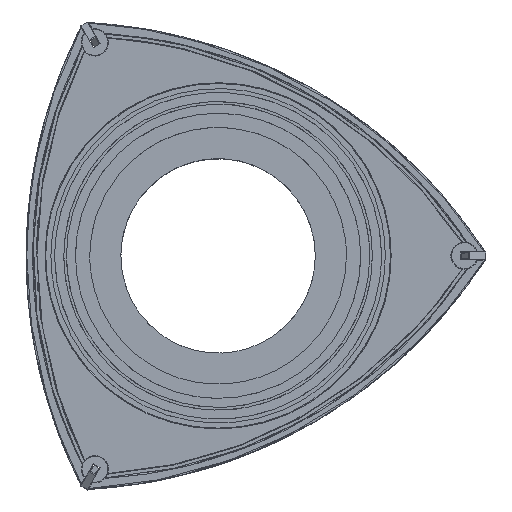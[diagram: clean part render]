
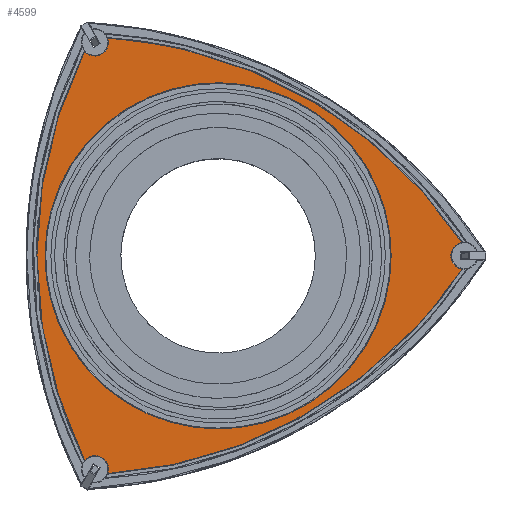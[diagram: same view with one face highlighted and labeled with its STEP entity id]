
A CAD part, top view. The second image highlights one B-rep face of the part: STEP entity #4599.
In plain terms, the highlighted free-form (B-spline) face has degree [1, 1] with [2, 2] control points.
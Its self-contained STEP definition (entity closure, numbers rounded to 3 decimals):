
#1092 = VERTEX_POINT('',#1093);
#1093 = CARTESIAN_POINT('',(75.809,0.,
    45.755));
#1099 = EDGE_CURVE('',#1100,#1092,#1102,.T.);
#1100 = VERTEX_POINT('',#1101);
#1101 = CARTESIAN_POINT('',(-75.809,0.,45.755));
#1102 = ( BOUNDED_CURVE() B_SPLINE_CURVE(2,(#1103,#1104,#1105,#1106,
#1107),.UNSPECIFIED.,.F.,.F.) B_SPLINE_CURVE_WITH_KNOTS((3,2,3),(0.,
1.571,3.142),.PIECEWISE_BEZIER_KNOTS.) CURVE() 
GEOMETRIC_REPRESENTATION_ITEM() RATIONAL_B_SPLINE_CURVE((1.,
0.707,1.,0.707,1.)) REPRESENTATION_ITEM('') );
#1103 = CARTESIAN_POINT('',(-75.809,0.,45.755));
#1104 = CARTESIAN_POINT('',(-75.809,75.809,
    45.755));
#1105 = CARTESIAN_POINT('',(0.,75.809,
    45.755));
#1106 = CARTESIAN_POINT('',(75.809,75.809,
    45.755));
#1107 = CARTESIAN_POINT('',(75.809,0.,
    45.755));
#1145 = VERTEX_POINT('',#1146);
#1146 = CARTESIAN_POINT('',(101.989,0.033,
    45.755));
#1152 = EDGE_CURVE('',#1153,#1145,#1155,.T.);
#1153 = VERTEX_POINT('',#1154);
#1154 = CARTESIAN_POINT('',(106.782,-5.813,
    45.755));
#1155 = ( BOUNDED_CURVE() B_SPLINE_CURVE(2,(#1156,#1157,#1158),
.UNSPECIFIED.,.F.,.F.) B_SPLINE_CURVE_WITH_KNOTS((3,3),(4.91,
6.283),.PIECEWISE_BEZIER_KNOTS.) CURVE() 
GEOMETRIC_REPRESENTATION_ITEM() RATIONAL_B_SPLINE_CURVE((1.,
0.773,1.)) REPRESENTATION_ITEM('') );
#1156 = CARTESIAN_POINT('',(106.782,-5.813,
    45.755));
#1157 = CARTESIAN_POINT('',(101.989,-4.854,
    45.755));
#1158 = CARTESIAN_POINT('',(101.989,0.033,
    45.755));
#1184 = EDGE_CURVE('',#1185,#1187,#1189,.T.);
#1185 = VERTEX_POINT('',#1186);
#1186 = CARTESIAN_POINT('',(-79.371,0.041,
    45.755));
#1187 = VERTEX_POINT('',#1188);
#1188 = CARTESIAN_POINT('',(-58.425,-89.569,
    45.755));
#1189 = ( BOUNDED_CURVE() B_SPLINE_CURVE(2,(#1190,#1191,#1192),
.UNSPECIFIED.,.F.,.F.) B_SPLINE_CURVE_WITH_KNOTS((3,3),(0.,
0.459),.PIECEWISE_BEZIER_KNOTS.) CURVE() 
GEOMETRIC_REPRESENTATION_ITEM() RATIONAL_B_SPLINE_CURVE((1.,
0.974,1.)) REPRESENTATION_ITEM('') );
#1190 = CARTESIAN_POINT('',(-79.371,0.041,
    45.755));
#1191 = CARTESIAN_POINT('',(-79.371,-47.212,
    45.755));
#1192 = CARTESIAN_POINT('',(-58.425,-89.569,
    45.755));
#4599 = ADVANCED_FACE('',(#4600,#4652),#4663,.F.);
#4600 = FACE_BOUND('',#4601,.T.);
#4601 = EDGE_LOOP('',(#4602,#4603,#4611,#4619,#4629,#4635,#4636,#4646));
#4602 = ORIENTED_EDGE('',*,*,#1152,.T.);
#4603 = ORIENTED_EDGE('',*,*,#4604,.T.);
#4604 = EDGE_CURVE('',#1145,#4605,#4607,.T.);
#4605 = VERTEX_POINT('',#4606);
#4606 = CARTESIAN_POINT('',(106.782,5.88,
    45.755));
#4607 = ( BOUNDED_CURVE() B_SPLINE_CURVE(2,(#4608,#4609,#4610),
.UNSPECIFIED.,.F.,.F.) B_SPLINE_CURVE_WITH_KNOTS((3,3),(0.,1.373
),.PIECEWISE_BEZIER_KNOTS.) CURVE() GEOMETRIC_REPRESENTATION_ITEM() 
RATIONAL_B_SPLINE_CURVE((1.,0.773,1.)) REPRESENTATION_ITEM('') 
  );
#4608 = CARTESIAN_POINT('',(101.989,0.033,
    45.755));
#4609 = CARTESIAN_POINT('',(101.989,4.92,
    45.755));
#4610 = CARTESIAN_POINT('',(106.782,5.88,
    45.755));
#4611 = ORIENTED_EDGE('',*,*,#4612,.T.);
#4612 = EDGE_CURVE('',#4605,#4613,#4615,.T.);
#4613 = VERTEX_POINT('',#4614);
#4614 = CARTESIAN_POINT('',(-48.356,95.382,
    45.755));
#4615 = ( BOUNDED_CURVE() B_SPLINE_CURVE(2,(#4616,#4617,#4618),
.UNSPECIFIED.,.F.,.F.) B_SPLINE_CURVE_WITH_KNOTS((3,3),(3.73,
4.648),.PIECEWISE_BEZIER_KNOTS.) CURVE() 
GEOMETRIC_REPRESENTATION_ITEM() RATIONAL_B_SPLINE_CURVE((1.,
0.897,1.)) REPRESENTATION_ITEM('') );
#4616 = CARTESIAN_POINT('',(106.782,5.88,
    45.755));
#4617 = CARTESIAN_POINT('',(51.325,88.958,
    45.755));
#4618 = CARTESIAN_POINT('',(-48.356,95.382,
    45.755));
#4619 = ORIENTED_EDGE('',*,*,#4620,.T.);
#4620 = EDGE_CURVE('',#4613,#4621,#4623,.T.);
#4621 = VERTEX_POINT('',#4622);
#4622 = CARTESIAN_POINT('',(-58.483,89.536,
    45.755));
#4623 = ( BOUNDED_CURVE() B_SPLINE_CURVE(2,(#4624,#4625,#4626,#4627,
#4628),.UNSPECIFIED.,.F.,.F.) B_SPLINE_CURVE_WITH_KNOTS((3,2,3),(
    2.816,4.189,5.562),
.PIECEWISE_BEZIER_KNOTS.) CURVE() GEOMETRIC_REPRESENTATION_ITEM() 
RATIONAL_B_SPLINE_CURVE((1.,0.773,1.,0.773,1.)) 
REPRESENTATION_ITEM('') );
#4624 = CARTESIAN_POINT('',(-48.356,95.382,
    45.755));
#4625 = CARTESIAN_POINT('',(-46.791,90.752,
    45.755));
#4626 = CARTESIAN_POINT('',(-51.023,88.309,
    45.755));
#4627 = CARTESIAN_POINT('',(-55.256,85.865,
    45.755));
#4628 = CARTESIAN_POINT('',(-58.483,89.536,
    45.755));
#4629 = ORIENTED_EDGE('',*,*,#4630,.T.);
#4630 = EDGE_CURVE('',#4621,#1185,#4631,.T.);
#4631 = ( BOUNDED_CURVE() B_SPLINE_CURVE(2,(#4632,#4633,#4634),
.UNSPECIFIED.,.F.,.F.) B_SPLINE_CURVE_WITH_KNOTS((3,3),(5.825,
6.283),.PIECEWISE_BEZIER_KNOTS.) CURVE() 
GEOMETRIC_REPRESENTATION_ITEM() RATIONAL_B_SPLINE_CURVE((1.,
0.974,1.)) REPRESENTATION_ITEM('') );
#4632 = CARTESIAN_POINT('',(-58.483,89.536,
    45.755));
#4633 = CARTESIAN_POINT('',(-79.371,47.226,
    45.755));
#4634 = CARTESIAN_POINT('',(-79.371,0.041,
    45.755));
#4635 = ORIENTED_EDGE('',*,*,#1184,.T.);
#4636 = ORIENTED_EDGE('',*,*,#4637,.T.);
#4637 = EDGE_CURVE('',#1187,#4638,#4640,.T.);
#4638 = VERTEX_POINT('',#4639);
#4639 = CARTESIAN_POINT('',(-48.299,-95.415,
    45.755));
#4640 = ( BOUNDED_CURVE() B_SPLINE_CURVE(2,(#4641,#4642,#4643,#4644,
#4645),.UNSPECIFIED.,.F.,.F.) B_SPLINE_CURVE_WITH_KNOTS((3,2,3),(
    0.721,2.094,3.468),
.PIECEWISE_BEZIER_KNOTS.) CURVE() GEOMETRIC_REPRESENTATION_ITEM() 
RATIONAL_B_SPLINE_CURVE((1.,0.773,1.,0.773,1.)) 
REPRESENTATION_ITEM('') );
#4641 = CARTESIAN_POINT('',(-58.425,-89.569,
    45.755));
#4642 = CARTESIAN_POINT('',(-55.199,-85.898,
    45.755));
#4643 = CARTESIAN_POINT('',(-50.966,-88.342,
    45.755));
#4644 = CARTESIAN_POINT('',(-46.733,-90.786,
    45.755));
#4645 = CARTESIAN_POINT('',(-48.299,-95.415,
    45.755));
#4646 = ORIENTED_EDGE('',*,*,#4647,.T.);
#4647 = EDGE_CURVE('',#4638,#1153,#4648,.T.);
#4648 = ( BOUNDED_CURVE() B_SPLINE_CURVE(2,(#4649,#4650,#4651),
.UNSPECIFIED.,.F.,.F.) B_SPLINE_CURVE_WITH_KNOTS((3,3),(1.636,
2.554),.PIECEWISE_BEZIER_KNOTS.) CURVE() 
GEOMETRIC_REPRESENTATION_ITEM() RATIONAL_B_SPLINE_CURVE((1.,
0.897,1.)) REPRESENTATION_ITEM('') );
#4649 = CARTESIAN_POINT('',(-48.299,-95.415,
    45.755));
#4650 = CARTESIAN_POINT('',(51.378,-88.928,
    45.755));
#4651 = CARTESIAN_POINT('',(106.782,-5.813,
    45.755));
#4652 = FACE_BOUND('',#4653,.T.);
#4653 = EDGE_LOOP('',(#4654,#4655));
#4654 = ORIENTED_EDGE('',*,*,#1099,.T.);
#4655 = ORIENTED_EDGE('',*,*,#4656,.T.);
#4656 = EDGE_CURVE('',#1092,#1100,#4657,.T.);
#4657 = ( BOUNDED_CURVE() B_SPLINE_CURVE(2,(#4658,#4659,#4660,#4661,
#4662),.UNSPECIFIED.,.F.,.F.) B_SPLINE_CURVE_WITH_KNOTS((3,2,3),(
    3.142,4.712,6.283),
.PIECEWISE_BEZIER_KNOTS.) CURVE() GEOMETRIC_REPRESENTATION_ITEM() 
RATIONAL_B_SPLINE_CURVE((1.,0.707,1.,0.707,1.)) 
REPRESENTATION_ITEM('') );
#4658 = CARTESIAN_POINT('',(75.809,0.,
    45.755));
#4659 = CARTESIAN_POINT('',(75.809,-75.809,
    45.755));
#4660 = CARTESIAN_POINT('',(0.,-75.809,
    45.755));
#4661 = CARTESIAN_POINT('',(-75.809,-75.809,
    45.755));
#4662 = CARTESIAN_POINT('',(-75.809,0.,
    45.755));
#4663 = B_SPLINE_SURFACE_WITH_KNOTS('',1,1,(
    (#4664,#4665)
    ,(#4666,#4667
    )),.UNSPECIFIED.,.F.,.F.,.F.,(2,2),(2,2),(-154.558,
    9.35),(20.86,188.857),
  .PIECEWISE_BEZIER_KNOTS.);
#4664 = CARTESIAN_POINT('',(106.782,-95.415,
    45.755));
#4665 = CARTESIAN_POINT('',(106.782,95.382,
    45.755));
#4666 = CARTESIAN_POINT('',(-79.371,-95.415,
    45.755));
#4667 = CARTESIAN_POINT('',(-79.371,95.382,
    45.755));
